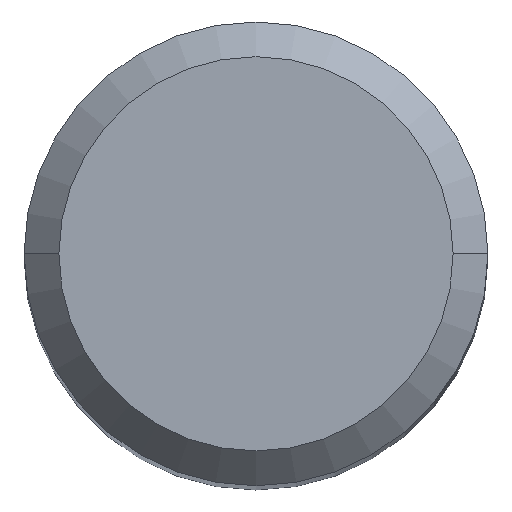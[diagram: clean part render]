
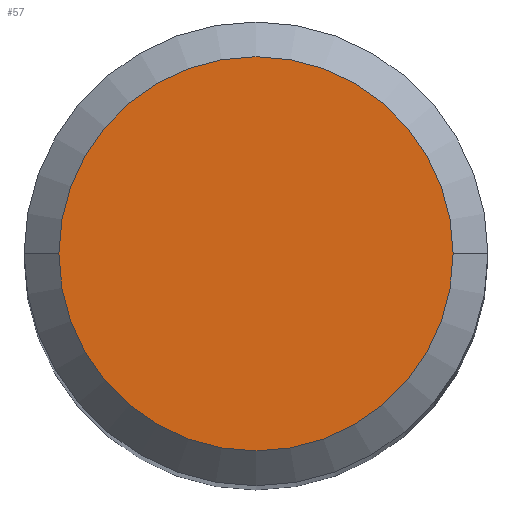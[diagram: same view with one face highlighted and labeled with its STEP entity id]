
A CAD part, top view. The second image highlights one B-rep face of the part: STEP entity #57.
In plain terms, the highlighted planar face has unit normal (0, 0, 1).
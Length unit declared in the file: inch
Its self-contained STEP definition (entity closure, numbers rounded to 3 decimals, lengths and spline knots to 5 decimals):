
#18 = VERTEX_POINT ( 'NONE', #168 ) ;
#54 = CARTESIAN_POINT ( 'NONE',  ( 0., 0., 0. ) ) ;
#57 = ADVANCED_FACE ( 'NONE', ( #115 ), #326, .F. ) ;
#90 = CIRCLE ( 'NONE', #216, 0.13387 ) ;
#97 = DIRECTION ( 'NONE',  ( 1., 0., 0. ) ) ;
#103 = AXIS2_PLACEMENT_3D ( 'NONE', #459, #406, #162 ) ;
#107 = DIRECTION ( 'NONE',  ( 0., 0., 1. ) ) ;
#115 = FACE_OUTER_BOUND ( 'NONE', #136, .T. ) ;
#136 = EDGE_LOOP ( 'NONE', ( #485, #289 ) ) ;
#141 = AXIS2_PLACEMENT_3D ( 'NONE', #54, #467, #97 ) ;
#162 = DIRECTION ( 'NONE',  ( -1., 0., 0. ) ) ;
#168 = CARTESIAN_POINT ( 'NONE',  ( 0.13387, 0., 0. ) ) ;
#216 = AXIS2_PLACEMENT_3D ( 'NONE', #278, #107, #239 ) ;
#236 = VERTEX_POINT ( 'NONE', #335 ) ;
#239 = DIRECTION ( 'NONE',  ( 1., 0., 0. ) ) ;
#278 = CARTESIAN_POINT ( 'NONE',  ( 0., 0., 0. ) ) ;
#286 = EDGE_CURVE ( 'NONE', #18, #236, #90, .T. ) ;
#289 = ORIENTED_EDGE ( 'NONE', *, *, #286, .T. ) ;
#326 = PLANE ( 'NONE',  #103 ) ;
#335 = CARTESIAN_POINT ( 'NONE',  ( -0.13387, 0., 0. ) ) ;
#364 = EDGE_CURVE ( 'NONE', #236, #18, #447, .T. ) ;
#406 = DIRECTION ( 'NONE',  ( 0., 0., -1. ) ) ;
#447 = CIRCLE ( 'NONE', #141, 0.13387 ) ;
#459 = CARTESIAN_POINT ( 'NONE',  ( 0., 0., 0. ) ) ;
#467 = DIRECTION ( 'NONE',  ( 0., 0., 1. ) ) ;
#485 = ORIENTED_EDGE ( 'NONE', *, *, #364, .T. ) ;
